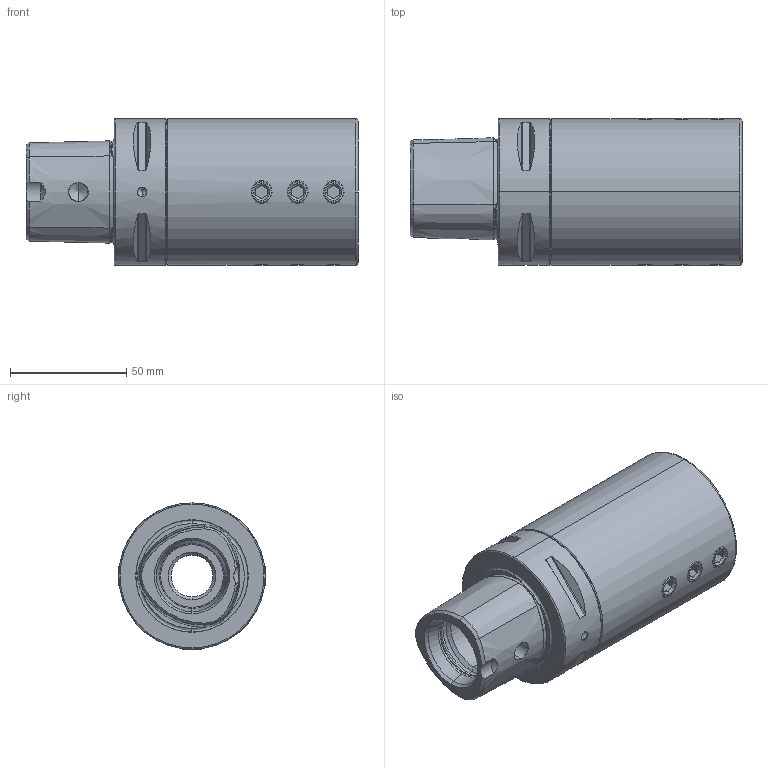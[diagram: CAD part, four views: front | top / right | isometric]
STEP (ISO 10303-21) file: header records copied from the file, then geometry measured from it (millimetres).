
FILE_DESCRIPTION (( 'STEP AP214' ), '1' );
FILE_NAME ('PS6.B40.K01.105.STEP', '2020-09-16T09:55:36', ( '' ), ( '' ), 'SwSTEP 2.0', 'SolidWorks 2017', '' );
FILE_SCHEMA (( 'AUTOMOTIVE_DESIGN' ));
Length unit declared in the file: millimetre
Products named in the file (3): PS6-B40.K01.105_B; PS6.B40.K01.105; ISO 4026 - M10 x 12_PreviewCfg
Assembly tree (10 placements, depth 2):
  PS6.B40.K01.105
    PS6-B40.K01.105_B
    ISO 4026 - M10 x 12_PreviewCfg  x9
Bounding box: 143 x 63 x 63 mm (x, y, z)
Volume: 259388.6 mm3; surface area: 53074.6 mm2
Topology: 10 solids, 10 shells, 303 faces, 730 edges, 450 vertices
Faces by surface type: plane 101, cone 97, cylinder 67, torus 38
Entity records: 7067 total; most frequent: CARTESIAN_POINT 2758, ORIENTED_EDGE 844, DIRECTION 813, EDGE_CURVE 422, AXIS2_PLACEMENT_3D 341, VERTEX_POINT 258, EDGE_LOOP 188, ADVANCED_FACE 167
